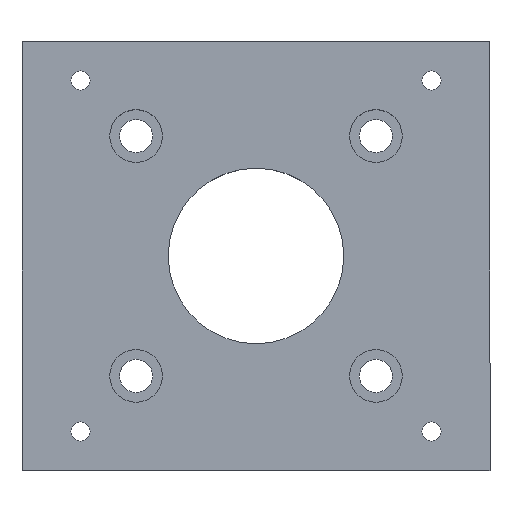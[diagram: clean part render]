
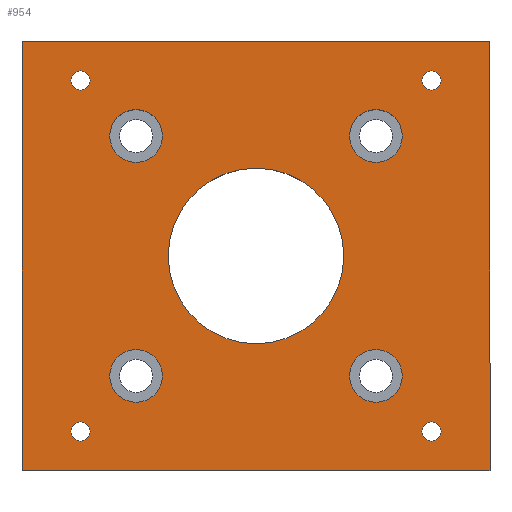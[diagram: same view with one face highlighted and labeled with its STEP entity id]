
A CAD part, top view. The second image highlights one B-rep face of the part: STEP entity #954.
In plain terms, the highlighted planar face has unit normal (0, 0, 1).
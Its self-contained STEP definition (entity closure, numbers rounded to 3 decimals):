
#105=CARTESIAN_POINT('',(-42.541,-45.0,10.0));
#106=VERTEX_POINT('',#105);
#107=CARTESIAN_POINT('',(-45.0,-45.0,10.0));
#108=DIRECTION('',(0.0,0.0,-1.0));
#109=DIRECTION('',(1.0,0.0,0.0));
#110=AXIS2_PLACEMENT_3D('',#107,#108,#109);
#111=CIRCLE('',#110,2.459);
#112=EDGE_CURVE('',#106,#106,#111,.T.);
#154=CARTESIAN_POINT('',(47.459,-45.,10.0));
#155=VERTEX_POINT('',#154);
#156=CARTESIAN_POINT('',(45.0,-45.,10.0));
#157=DIRECTION('',(0.0,0.0,-1.0));
#158=DIRECTION('',(1.0,0.0,0.0));
#159=AXIS2_PLACEMENT_3D('',#156,#157,#158);
#160=CIRCLE('',#159,2.459);
#161=EDGE_CURVE('',#155,#155,#160,.T.);
#203=CARTESIAN_POINT('',(-42.542,45.0,10.0));
#204=VERTEX_POINT('',#203);
#205=CARTESIAN_POINT('',(-45.,45.0,10.0));
#206=DIRECTION('',(0.0,0.0,-1.0));
#207=DIRECTION('',(1.0,0.0,0.0));
#208=AXIS2_PLACEMENT_3D('',#205,#206,#207);
#209=CIRCLE('',#208,2.459);
#210=EDGE_CURVE('',#204,#204,#209,.T.);
#252=CARTESIAN_POINT('',(47.458,45.,10.0));
#253=VERTEX_POINT('',#252);
#254=CARTESIAN_POINT('',(45.,45.,10.0));
#255=DIRECTION('',(0.0,0.0,-1.0));
#256=DIRECTION('',(1.0,0.0,0.0));
#257=AXIS2_PLACEMENT_3D('',#254,#255,#256);
#258=CIRCLE('',#257,2.459);
#259=EDGE_CURVE('',#253,#253,#258,.T.);
#318=CARTESIAN_POINT('',(30.76,-37.51,10.0));
#319=VERTEX_POINT('',#318);
#320=CARTESIAN_POINT('',(30.76,-30.76,10.0));
#321=DIRECTION('',(0.0,0.0,-1.0));
#322=DIRECTION('',(0.0,-1.0,0.0));
#323=AXIS2_PLACEMENT_3D('',#320,#321,#322);
#324=CIRCLE('',#323,6.75);
#325=EDGE_CURVE('',#319,#319,#324,.T.);
#428=CARTESIAN_POINT('',(-37.51,-30.76,10.0));
#429=VERTEX_POINT('',#428);
#430=CARTESIAN_POINT('',(-30.76,-30.76,10.0));
#431=DIRECTION('',(0.0,0.0,-1.0));
#432=DIRECTION('',(-1.0,0.0,0.0));
#433=AXIS2_PLACEMENT_3D('',#430,#431,#432);
#434=CIRCLE('',#433,6.75);
#435=EDGE_CURVE('',#429,#429,#434,.T.);
#538=CARTESIAN_POINT('',(-30.76,37.51,10.0));
#539=VERTEX_POINT('',#538);
#540=CARTESIAN_POINT('',(-30.76,30.76,10.0));
#541=DIRECTION('',(0.0,0.0,-1.0));
#542=DIRECTION('',(0.0,1.0,0.0));
#543=AXIS2_PLACEMENT_3D('',#540,#541,#542);
#544=CIRCLE('',#543,6.75);
#545=EDGE_CURVE('',#539,#539,#544,.T.);
#648=CARTESIAN_POINT('',(37.51,30.76,10.0));
#649=VERTEX_POINT('',#648);
#650=CARTESIAN_POINT('',(30.76,30.76,10.0));
#651=DIRECTION('',(0.0,0.0,-1.0));
#652=DIRECTION('',(1.0,0.0,0.0));
#653=AXIS2_PLACEMENT_3D('',#650,#651,#652);
#654=CIRCLE('',#653,6.75);
#655=EDGE_CURVE('',#649,#649,#654,.T.);
#741=CARTESIAN_POINT('',(22.5,0.,10.0));
#742=VERTEX_POINT('',#741);
#743=CARTESIAN_POINT('',(0.,0.,10.0));
#744=DIRECTION('',(0.0,0.0,-1.0));
#745=DIRECTION('',(1.0,0.0,0.0));
#746=AXIS2_PLACEMENT_3D('',#743,#744,#745);
#747=CIRCLE('',#746,22.5);
#748=EDGE_CURVE('',#742,#742,#747,.T.);
#758=CARTESIAN_POINT('',(-60.0,-55.0,10.0));
#759=VERTEX_POINT('',#758);
#760=CARTESIAN_POINT('',(-60.,55.0,10.0));
#761=VERTEX_POINT('',#760);
#762=CARTESIAN_POINT('',(-60.0,-55.0,10.0));
#763=DIRECTION('',(0.0,1.0,0.0));
#764=VECTOR('',#763,110.0);
#765=LINE('',#762,#764);
#766=EDGE_CURVE('',#759,#761,#765,.T.);
#798=CARTESIAN_POINT('',(60.,55.,10.0));
#799=VERTEX_POINT('',#798);
#800=CARTESIAN_POINT('',(-60.,55.0,10.0));
#801=DIRECTION('',(1.0,0.0,0.0));
#802=VECTOR('',#801,120.0);
#803=LINE('',#800,#802);
#804=EDGE_CURVE('',#761,#799,#803,.T.);
#829=CARTESIAN_POINT('',(60.0,-55.0,10.0));
#830=VERTEX_POINT('',#829);
#831=CARTESIAN_POINT('',(60.,55.,10.0));
#832=DIRECTION('',(0.0,-1.0,0.0));
#833=VECTOR('',#832,110.);
#834=LINE('',#831,#833);
#835=EDGE_CURVE('',#799,#830,#834,.T.);
#860=CARTESIAN_POINT('',(60.0,-55.0,10.0));
#861=DIRECTION('',(-1.0,0.0,0.0));
#862=VECTOR('',#861,120.0);
#863=LINE('',#860,#862);
#864=EDGE_CURVE('',#830,#759,#863,.T.);
#916=CARTESIAN_POINT('',(0.,0.0,10.0));
#917=DIRECTION('',(0.0,0.0,1.0));
#918=DIRECTION('',(1.0,0.0,0.0));
#919=AXIS2_PLACEMENT_3D('',#916,#917,#918);
#920=PLANE('',#919);
#921=ORIENTED_EDGE('',*,*,#766,.F.);
#922=ORIENTED_EDGE('',*,*,#864,.F.);
#923=ORIENTED_EDGE('',*,*,#835,.F.);
#924=ORIENTED_EDGE('',*,*,#804,.F.);
#925=EDGE_LOOP('',(#921,#922,#923,#924));
#926=FACE_OUTER_BOUND('',#925,.T.);
#927=ORIENTED_EDGE('',*,*,#112,.T.);
#928=EDGE_LOOP('',(#927));
#929=FACE_BOUND('',#928,.T.);
#930=ORIENTED_EDGE('',*,*,#161,.T.);
#931=EDGE_LOOP('',(#930));
#932=FACE_BOUND('',#931,.T.);
#933=ORIENTED_EDGE('',*,*,#210,.T.);
#934=EDGE_LOOP('',(#933));
#935=FACE_BOUND('',#934,.T.);
#936=ORIENTED_EDGE('',*,*,#259,.T.);
#937=EDGE_LOOP('',(#936));
#938=FACE_BOUND('',#937,.T.);
#939=ORIENTED_EDGE('',*,*,#325,.T.);
#940=EDGE_LOOP('',(#939));
#941=FACE_BOUND('',#940,.T.);
#942=ORIENTED_EDGE('',*,*,#435,.T.);
#943=EDGE_LOOP('',(#942));
#944=FACE_BOUND('',#943,.T.);
#945=ORIENTED_EDGE('',*,*,#545,.T.);
#946=EDGE_LOOP('',(#945));
#947=FACE_BOUND('',#946,.T.);
#948=ORIENTED_EDGE('',*,*,#655,.T.);
#949=EDGE_LOOP('',(#948));
#950=FACE_BOUND('',#949,.T.);
#951=ORIENTED_EDGE('',*,*,#748,.T.);
#952=EDGE_LOOP('',(#951));
#953=FACE_BOUND('',#952,.T.);
#954=ADVANCED_FACE('',(#926,#929,#932,#935,#938,#941,#944,#947,#950,#953),#920,.T.);
